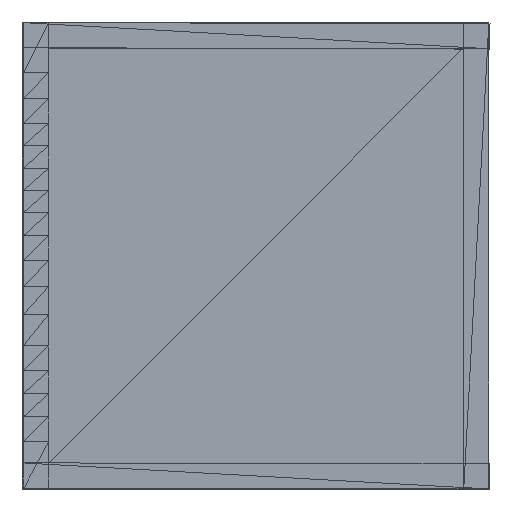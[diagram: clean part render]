
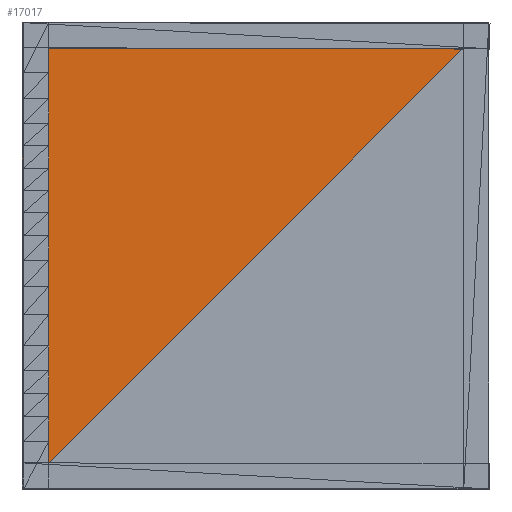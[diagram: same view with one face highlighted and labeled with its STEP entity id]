
A CAD part, top view. The second image highlights one B-rep face of the part: STEP entity #17017.
In plain terms, the highlighted planar face has unit normal (0, 0, 1).
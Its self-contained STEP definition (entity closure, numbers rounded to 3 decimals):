
#17017 = ADVANCED_FACE('',(#17018),#17044,.T.);
#17018 = FACE_BOUND('',#17019,.T.);
#17019 = EDGE_LOOP('',(#17020,#17030,#17038));
#17020 = ORIENTED_EDGE('',*,*,#17021,.T.);
#17021 = EDGE_CURVE('',#17022,#17024,#17026,.T.);
#17022 = VERTEX_POINT('',#17023);
#17023 = CARTESIAN_POINT('',(-0.065,-0.065,
    0.003));
#17024 = VERTEX_POINT('',#17025);
#17025 = CARTESIAN_POINT('',(0.065,0.065,
    0.003));
#17026 = LINE('',#17027,#17028);
#17027 = CARTESIAN_POINT('',(-0.065,-0.065,
    0.003));
#17028 = VECTOR('',#17029,1.);
#17029 = DIRECTION('',(0.707,0.707,0.));
#17030 = ORIENTED_EDGE('',*,*,#17031,.T.);
#17031 = EDGE_CURVE('',#17024,#17032,#17034,.T.);
#17032 = VERTEX_POINT('',#17033);
#17033 = CARTESIAN_POINT('',(-0.065,0.065,
    0.003));
#17034 = LINE('',#17035,#17036);
#17035 = CARTESIAN_POINT('',(0.065,0.065,
    0.003));
#17036 = VECTOR('',#17037,1.);
#17037 = DIRECTION('',(-1.,0.,0.));
#17038 = ORIENTED_EDGE('',*,*,#17039,.T.);
#17039 = EDGE_CURVE('',#17032,#17022,#17040,.T.);
#17040 = LINE('',#17041,#17042);
#17041 = CARTESIAN_POINT('',(-0.065,0.065,
    0.003));
#17042 = VECTOR('',#17043,1.);
#17043 = DIRECTION('',(0.,-1.,0.));
#17044 = PLANE('',#17045);
#17045 = AXIS2_PLACEMENT_3D('',#17046,#17047,#17048);
#17046 = CARTESIAN_POINT('',(-0.019,0.019,
    0.003));
#17047 = DIRECTION('',(0.,0.,1.));
#17048 = DIRECTION('',(1.,0.,-0.));
